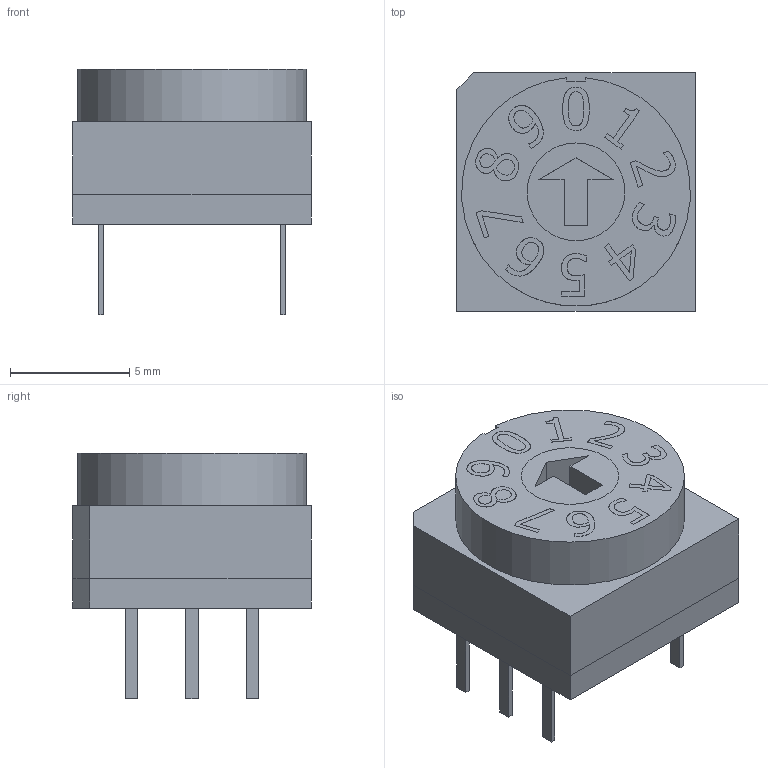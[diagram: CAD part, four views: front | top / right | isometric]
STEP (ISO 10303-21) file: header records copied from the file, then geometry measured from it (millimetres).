
FILE_DESCRIPTION(/* description */ (''),/* implementation_level */ '2;1');
FILE_NAME(/* name */ 'RDTAx10P2x.stp',/* time_stamp */ '2025-06-03T11:03:52-05:00',/* author */ ('mroman'),/* organization */ (''),/* preprocessor_version */ 'ST-DEVELOPER v18.1',/* originating_system */ 'Autodesk Inventor 2022',/* authorisation */ '');
FILE_SCHEMA (('AUTOMOTIVE_DESIGN { 1 0 10303 214 3 1 1 }'));
Length unit declared in the file: centimetre
Products named in the file (1): RDTAx10P2x
Bounding box: 10 x 10 x 10.3 mm (x, y, z)
Volume: 582 mm3; surface area: 490 mm2
Topology: 1 solids, 1 shells, 238 faces, 632 edges, 420 vertices
Faces by surface type: plane 124, bspline 113, cylinder 1
Entity records: 7940 total; most frequent: CARTESIAN_POINT 2760, ORIENTED_EDGE 1264, DIRECTION 661, EDGE_CURVE 632, VERTEX_POINT 420, LINE 403, VECTOR 403, EDGE_LOOP 262
